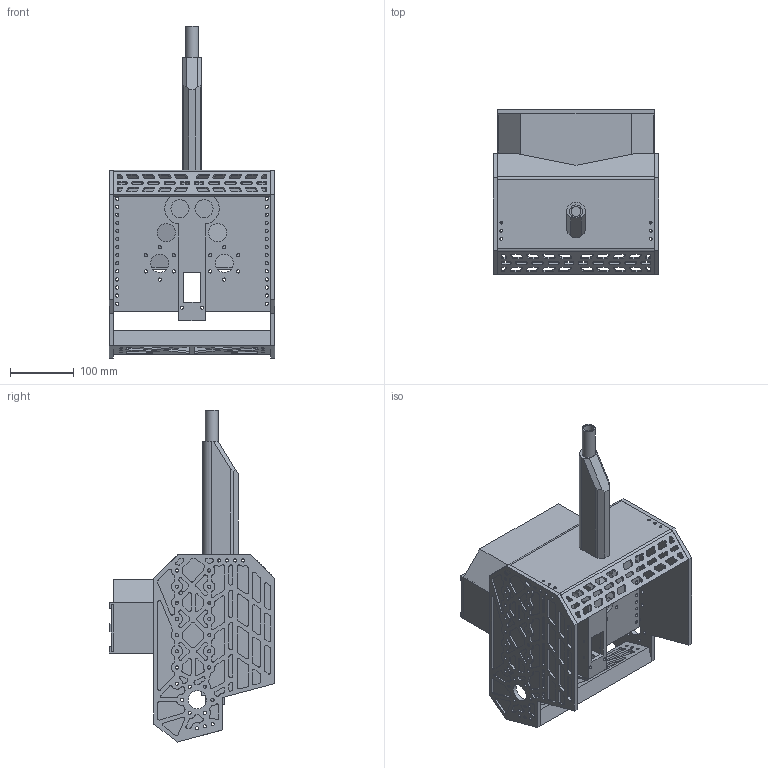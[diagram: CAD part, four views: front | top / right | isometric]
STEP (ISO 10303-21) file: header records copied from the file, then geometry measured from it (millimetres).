
FILE_DESCRIPTION(/* description */ ('STEP AP242','CAx-IF Rec.Pracs.---Representation and Presentation of Product Manufacturing Information (PMI)---4.0---2014-10-13','CAx-IF Rec.Pracs.---3D Tessellated Geometry---0.4---2014-09-14','2;1'),/* implementation_level */ '2;1');
FILE_NAME(/* name */ '667dc871b53f2b7101d59e9b',/* time_stamp */ '2024-06-27T20:15:47Z',/* author */ (''),/* organization */ (''),/* preprocessor_version */ 'ST-DEVELOPER v20',/* originating_system */ ' ',/* authorisation */ ' ');
FILE_SCHEMA (('AP242_MANAGED_MODEL_BASED_3D_ENGINEERING_MIM_LF { 1 0 10303 442 1 1 4 }'));
Products named in the file (21): Part 21; barrel; Part 19; Part 18; Part 17; Part 16; Part 15; Part 14; Part 13; Part 12; accordionMech; hopperHood; hopper; hopperDownPlate2; hopperDownPlate; Tube 2"x1"x9.75"; solenoidMountCage; GearboxMountPlate1; sidePlate1; GearboxMountPlate; sidePlate
Bounding box: 260.35 x 259.68 x 521.8 mm (x, y, z)
Volume: 2148155.6 mm3; surface area: 1100553.2 mm2
Topology: 21 solids, 21 shells, 2043 faces, 5711 edges, 3810 vertices
Faces by surface type: cylinder 1069, plane 974
Full cylindrical faces by diameter (mm): 3 x4, 4.039 x14, 5.08 x188, 15.494 x2, 20.32 x1, 22.86 x1, 28.575 x16
Entity records: 66674 total; most frequent: DIRECTION 11709, CARTESIAN_POINT 11369, ORIENTED_EDGE 10904, EDGE_CURVE 5452, AXIS2_PLACEMENT_3D 4207, VERTEX_POINT 3777, LINE 3295, VECTOR 3295
